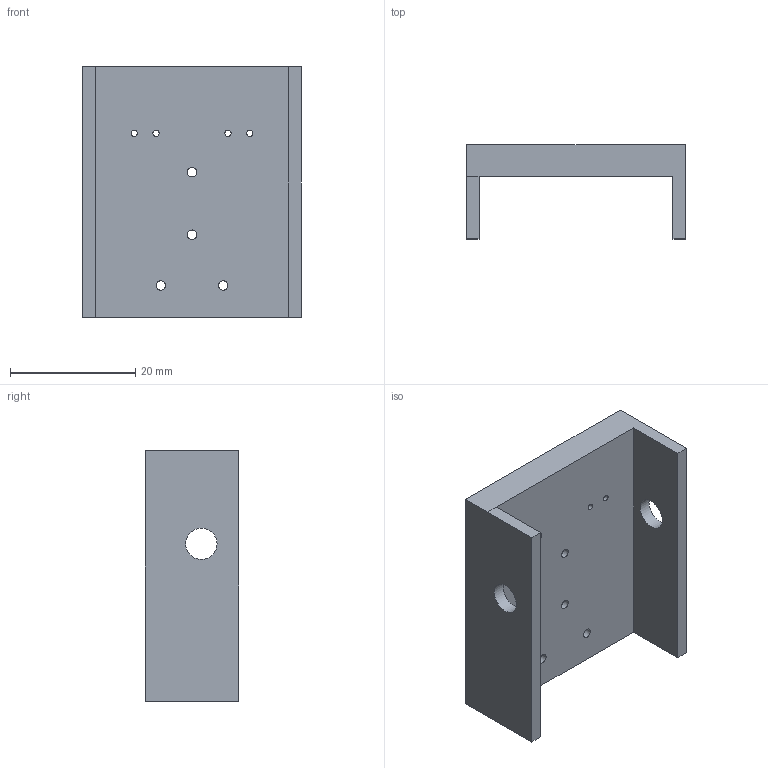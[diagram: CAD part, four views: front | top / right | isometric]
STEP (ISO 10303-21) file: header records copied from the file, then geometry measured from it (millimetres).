
FILE_DESCRIPTION(('FreeCAD Model'),'2;1');
FILE_NAME('Franky.step','2020-04-25T15:42:06',('Author'),(''), 'Open CASCADE STEP processor 7.3','FreeCAD','Unknown');
FILE_SCHEMA(('AUTOMOTIVE_DESIGN { 1 0 10303 214 1 1 1 1 }'));
Length unit declared in the file: millimetre
Products named in the file (1): Franky
Bounding box: 35 x 15 x 40 mm (x, y, z)
Volume: 8310.2 mm3; surface area: 5426.3 mm2
Topology: 1 solids, 1 shells, 29 faces, 71 edges, 47 vertices
Faces by surface type: plane 16, cylinder 13
Full cylindrical faces by diameter (mm): 0.986 x1, 1 x3, 1.5 x4, 1.501 x1, 5 x2, 6 x2
Entity records: 2107 total; most frequent: CARTESIAN_POINT 431, DIRECTION 273, LINE 158, VECTOR 158, ORIENTED_EDGE 142, PCURVE 142, DEFINITIONAL_REPRESENTATION 142, EDGE_CURVE 71
